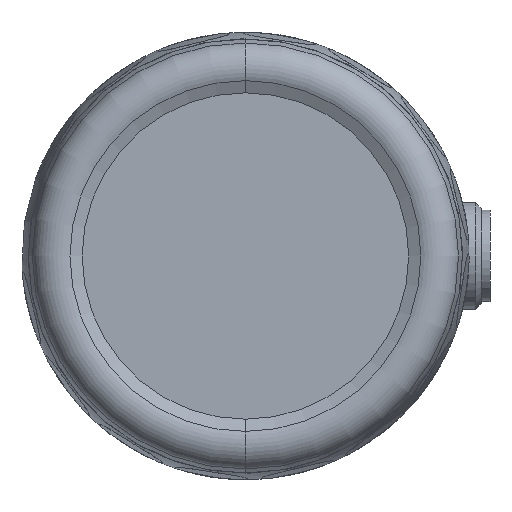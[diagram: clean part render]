
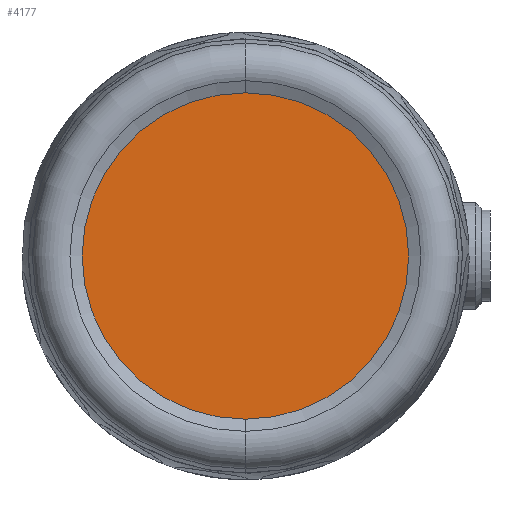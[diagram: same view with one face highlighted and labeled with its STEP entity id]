
A CAD part, left-side view. The second image highlights one B-rep face of the part: STEP entity #4177.
In plain terms, the highlighted planar face has unit normal (-1, 0, 0).
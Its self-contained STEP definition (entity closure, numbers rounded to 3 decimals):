
#1084 = DIRECTION ( 'NONE',  ( -1., 0., 0. ) ) ;
#1365 = CIRCLE ( 'NONE', #10820, 18.351 ) ;
#2908 = CIRCLE ( 'NONE', #11713, 18.351 ) ;
#3051 = CARTESIAN_POINT ( 'NONE',  ( -44., 0., 0. ) ) ;
#3294 = ORIENTED_EDGE ( 'NONE', *, *, #10514, .F. ) ;
#4177 = ADVANCED_FACE ( 'Defeature ausgef�hrt1_130', ( #7514 ), #6237, .T. ) ;
#5248 = DIRECTION ( 'NONE',  ( 0., -1., 0. ) ) ;
#6237 = PLANE ( 'NONE',  #12993 ) ;
#7514 = FACE_OUTER_BOUND ( 'NONE', #13658, .T. ) ;
#7817 = DIRECTION ( 'NONE',  ( 1., 0., 0. ) ) ;
#7951 = VERTEX_POINT ( 'NONE', #8547 ) ;
#8547 = CARTESIAN_POINT ( 'NONE',  ( -44., 0., -18.351 ) ) ;
#8708 = ORIENTED_EDGE ( 'NONE', *, *, #13706, .F. ) ;
#9148 = CARTESIAN_POINT ( 'NONE',  ( -44., 0., 0. ) ) ;
#9428 = VERTEX_POINT ( 'NONE', #11352 ) ;
#10061 = DIRECTION ( 'NONE',  ( 0., -1., 0. ) ) ;
#10514 = EDGE_CURVE ( 'Defeature ausgef�hrt1_127+Defeature ausgef�hrt1_130+Defeature ausgef�hrt1_130+Defeature ausgef�hrt1_130', #9428, #7951, #1365, .T. ) ;
#10596 = DIRECTION ( 'NONE',  ( 1., 0., 0. ) ) ;
#10820 = AXIS2_PLACEMENT_3D ( 'NONE', #3051, #10596, #12709 ) ;
#11352 = CARTESIAN_POINT ( 'NONE',  ( -44., 0., 18.351 ) ) ;
#11713 = AXIS2_PLACEMENT_3D ( 'NONE', #9148, #7817, #10061 ) ;
#12709 = DIRECTION ( 'NONE',  ( 0., -1., 0. ) ) ;
#12844 = CARTESIAN_POINT ( 'NONE',  ( -44., 0., 0. ) ) ;
#12993 = AXIS2_PLACEMENT_3D ( 'NONE', #12844, #1084, #5248 ) ;
#13658 = EDGE_LOOP ( 'NONE', ( #3294, #8708 ) ) ;
#13706 = EDGE_CURVE ( 'Defeature ausgef�hrt1_127+Defeature ausgef�hrt1_130+Defeature ausgef�hrt1_130+Defeature ausgef�hrt1_130', #7951, #9428, #2908, .T. ) ;
